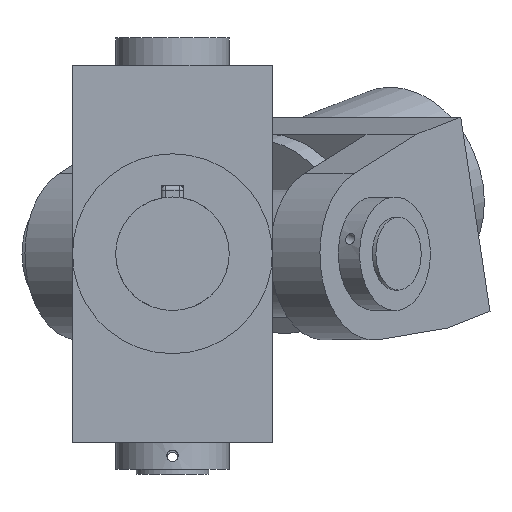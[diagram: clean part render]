
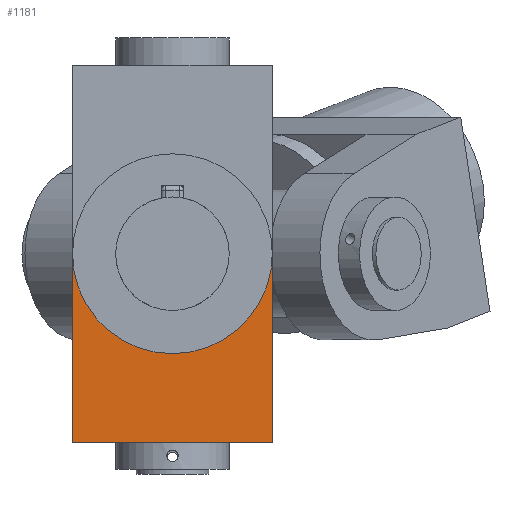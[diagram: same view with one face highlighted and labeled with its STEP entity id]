
A CAD part, front view. The second image highlights one B-rep face of the part: STEP entity #1181.
In plain terms, the highlighted planar face has unit normal (0, -1, 0).
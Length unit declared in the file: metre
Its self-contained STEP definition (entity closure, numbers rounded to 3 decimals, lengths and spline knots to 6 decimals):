
#94=PLANE('',#1364);
#137=CIRCLE('',#1365,0.044);
#308=ORIENTED_EDGE('',*,*,#561,.F.);
#309=ORIENTED_EDGE('',*,*,#560,.T.);
#310=ORIENTED_EDGE('',*,*,#525,.T.);
#311=ORIENTED_EDGE('',*,*,#532,.T.);
#525=EDGE_CURVE('',#671,#670,#750,.T.);
#532=EDGE_CURVE('',#670,#677,#756,.T.);
#560=EDGE_CURVE('',#696,#671,#776,.T.);
#561=EDGE_CURVE('',#696,#677,#137,.T.);
#670=VERTEX_POINT('',#2008);
#671=VERTEX_POINT('',#2010);
#677=VERTEX_POINT('',#2023);
#696=VERTEX_POINT('',#2072);
#750=LINE('',#2009,#822);
#756=LINE('',#2024,#828);
#776=LINE('',#2077,#848);
#822=VECTOR('',#1554,1.);
#828=VECTOR('',#1564,1.);
#848=VECTOR('',#1612,1.);
#937=EDGE_LOOP('',(#308,#309,#310,#311));
#1055=FACE_BOUND('',#937,.T.);
#1181=ADVANCED_FACE('',(#1055),#94,.T.);
#1364=AXIS2_PLACEMENT_3D('',#2078,#1613,#1614);
#1365=AXIS2_PLACEMENT_3D('',#2079,#1615,#1616);
#1554=DIRECTION('',(1.,0.,0.));
#1564=DIRECTION('',(0.,0.,1.));
#1612=DIRECTION('',(0.,0.,-1.));
#1613=DIRECTION('',(0.,-1.,0.));
#1614=DIRECTION('',(1.,0.,0.));
#1615=DIRECTION('',(0.,-1.,0.));
#1616=DIRECTION('',(0.,0.,-1.));
#2008=CARTESIAN_POINT('',(0.088,-0.032,0.));
#2009=CARTESIAN_POINT('',(0.044,-0.032,0.));
#2010=CARTESIAN_POINT('',(0.,-0.032,0.));
#2023=CARTESIAN_POINT('',(0.088,-0.032,0.083));
#2024=CARTESIAN_POINT('',(0.088,-0.032,0.083));
#2072=CARTESIAN_POINT('',(0.,-0.032,0.083));
#2077=CARTESIAN_POINT('',(0.,-0.032,0.083));
#2078=CARTESIAN_POINT('',(0.044,-0.032,0.083));
#2079=CARTESIAN_POINT('',(0.044,-0.032,0.083));
